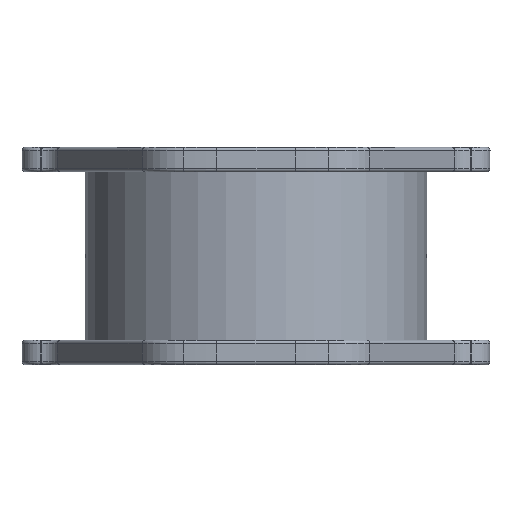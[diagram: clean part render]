
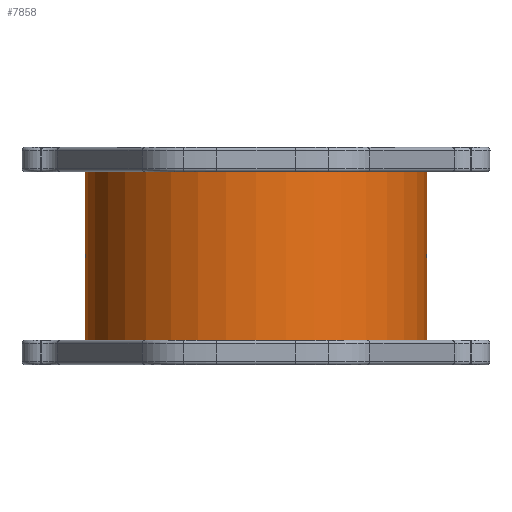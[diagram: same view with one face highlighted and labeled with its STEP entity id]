
A CAD part, front view. The second image highlights one B-rep face of the part: STEP entity #7858.
In plain terms, the highlighted cylindrical face has radius 152.4 mm (diameter 304.8 mm), a partial arc.
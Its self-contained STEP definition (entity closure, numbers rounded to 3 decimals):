
#7709=CARTESIAN_POINT('',(0.,0.,415.5));
#7710=DIRECTION('',(0.,0.,1.));
#7711=DIRECTION('',(-1.,0.,0.));
#7712=AXIS2_PLACEMENT_3D('',#7709,#7710,#7711);
#7724=CARTESIAN_POINT('',(0.,0.,259.5));
#7725=DIRECTION('',(0.,0.,-1.));
#7726=DIRECTION('',(1.,0.,0.));
#7727=AXIS2_PLACEMENT_3D('',#7724,#7725,#7726);
#7744=DIRECTION('',(0.,0.,1.));
#7745=VECTOR('',#7744,156.);
#7746=CARTESIAN_POINT('',(-152.4,0.,259.5));
#7747=LINE('',#7746,#7745);
#7748=DIRECTION('',(0.,0.,1.));
#7749=VECTOR('',#7748,156.);
#7750=CARTESIAN_POINT('',(152.4,0.,259.5));
#7751=LINE('',#7750,#7749);
#7768=CARTESIAN_POINT('',(152.4,0.,259.5));
#7769=CARTESIAN_POINT('',(152.4,0.,415.5));
#7770=VERTEX_POINT('',#7768);
#7771=VERTEX_POINT('',#7769);
#7772=CARTESIAN_POINT('',(-152.4,0.,259.5));
#7773=CARTESIAN_POINT('',(-152.4,0.,415.5));
#7774=VERTEX_POINT('',#7772);
#7775=VERTEX_POINT('',#7773);
#7847=CARTESIAN_POINT('',(0.,0.,337.5));
#7848=DIRECTION('',(0.,0.,1.));
#7849=DIRECTION('',(1.,0.,0.));
#7850=AXIS2_PLACEMENT_3D('',#7847,#7848,#7849);
#7851=CYLINDRICAL_SURFACE('',#7850,152.4);
#7852=ORIENTED_EDGE('',*,*,#7828,.T.);
#7853=ORIENTED_EDGE('',*,*,#7811,.T.);
#7854=ORIENTED_EDGE('',*,*,#7783,.T.);
#7855=ORIENTED_EDGE('',*,*,#7808,.F.);
#7856=EDGE_LOOP('',(#7852,#7853,#7854,#7855));
#7857=FACE_OUTER_BOUND('',#7856,.F.);
#7858=ADVANCED_FACE('',(#7857),#7851,.T.);
#7713=CIRCLE('',#7712,152.4);
#7728=CIRCLE('',#7727,152.4);
#7783=EDGE_CURVE('',#7775,#7771,#7713,.T.);
#7808=EDGE_CURVE('',#7770,#7771,#7751,.T.);
#7811=EDGE_CURVE('',#7774,#7775,#7747,.T.);
#7828=EDGE_CURVE('',#7770,#7774,#7728,.T.);
